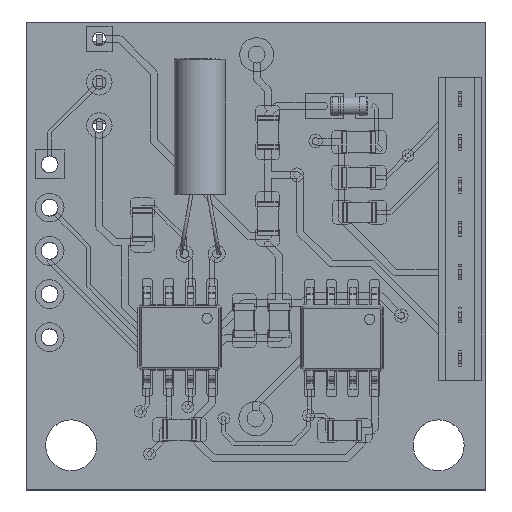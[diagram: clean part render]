
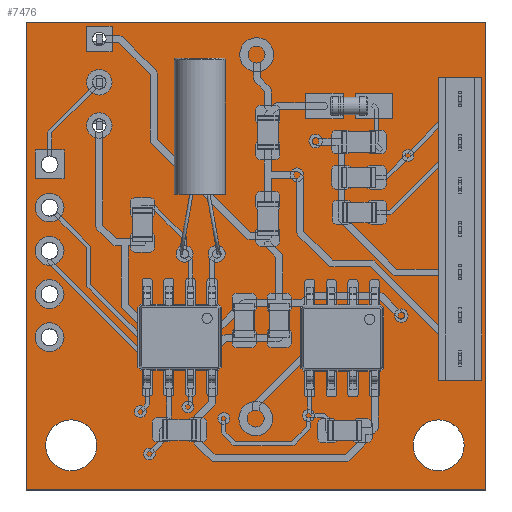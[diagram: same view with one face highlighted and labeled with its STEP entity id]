
A CAD part, top view. The second image highlights one B-rep face of the part: STEP entity #7476.
In plain terms, the highlighted planar face has unit normal (0, 0, 1).
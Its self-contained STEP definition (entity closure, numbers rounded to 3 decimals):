
#6730 = VERTEX_POINT('',#6731);
#6731 = CARTESIAN_POINT('',(0.,0.,0.));
#6748 = VERTEX_POINT('',#6749);
#6749 = CARTESIAN_POINT('',(27.,0.,0.));
#6755 = EDGE_CURVE('',#6730,#6748,#6756,.T.);
#6756 = LINE('',#6757,#6758);
#6757 = CARTESIAN_POINT('',(0.,0.,0.));
#6758 = VECTOR('',#6759,1.);
#6759 = DIRECTION('',(1.,0.,0.));
#6770 = VERTEX_POINT('',#6771);
#6771 = CARTESIAN_POINT('',(0.,27.5,0.));
#6786 = EDGE_CURVE('',#6770,#6730,#6787,.T.);
#6787 = LINE('',#6788,#6789);
#6788 = CARTESIAN_POINT('',(0.,27.5,0.));
#6789 = VECTOR('',#6790,1.);
#6790 = DIRECTION('',(0.,-1.,0.));
#6810 = VERTEX_POINT('',#6811);
#6811 = CARTESIAN_POINT('',(27.,27.5,0.));
#6817 = EDGE_CURVE('',#6748,#6810,#6818,.T.);
#6818 = LINE('',#6819,#6820);
#6819 = CARTESIAN_POINT('',(27.,0.,0.));
#6820 = VECTOR('',#6821,1.);
#6821 = DIRECTION('',(0.,1.,0.));
#6839 = EDGE_CURVE('',#6810,#6770,#6840,.T.);
#6840 = LINE('',#6841,#6842);
#6841 = CARTESIAN_POINT('',(27.,27.5,0.));
#6842 = VECTOR('',#6843,1.);
#6843 = DIRECTION('',(-1.,0.,0.));
#6854 = VERTEX_POINT('',#6855);
#6855 = CARTESIAN_POINT('',(4.691,23.956,0.));
#6871 = EDGE_CURVE('',#6854,#6854,#6872,.T.);
#6872 = CIRCLE('',#6873,0.4);
#6873 = AXIS2_PLACEMENT_3D('',#6874,#6875,#6876);
#6874 = CARTESIAN_POINT('',(4.291,23.956,0.));
#6875 = DIRECTION('',(0.,0.,1.));
#6876 = DIRECTION('',(1.,0.,0.));
#6887 = VERTEX_POINT('',#6888);
#6888 = CARTESIAN_POINT('',(4.691,21.416,0.));
#6904 = EDGE_CURVE('',#6887,#6887,#6905,.T.);
#6905 = CIRCLE('',#6906,0.4);
#6906 = AXIS2_PLACEMENT_3D('',#6907,#6908,#6909);
#6907 = CARTESIAN_POINT('',(4.291,21.416,0.));
#6908 = DIRECTION('',(0.,0.,1.));
#6909 = DIRECTION('',(1.,0.,0.));
#6920 = VERTEX_POINT('',#6921);
#6921 = CARTESIAN_POINT('',(11.45,13.872,0.));
#6937 = EDGE_CURVE('',#6920,#6920,#6938,.T.);
#6938 = CIRCLE('',#6939,0.25);
#6939 = AXIS2_PLACEMENT_3D('',#6940,#6941,#6942);
#6940 = CARTESIAN_POINT('',(11.2,13.872,0.));
#6941 = DIRECTION('',(0.,0.,1.));
#6942 = DIRECTION('',(1.,0.,0.));
#6953 = VERTEX_POINT('',#6954);
#6954 = CARTESIAN_POINT('',(9.55,13.872,0.));
#6970 = EDGE_CURVE('',#6953,#6953,#6971,.T.);
#6971 = CIRCLE('',#6972,0.25);
#6972 = AXIS2_PLACEMENT_3D('',#6973,#6974,#6975);
#6973 = CARTESIAN_POINT('',(9.3,13.872,0.));
#6974 = DIRECTION('',(0.,0.,1.));
#6975 = DIRECTION('',(1.,0.,0.));
#6986 = VERTEX_POINT('',#6987);
#6987 = CARTESIAN_POINT('',(1.87,14.05,0.));
#7003 = EDGE_CURVE('',#6986,#6986,#7004,.T.);
#7004 = CIRCLE('',#7005,0.5);
#7005 = AXIS2_PLACEMENT_3D('',#7006,#7007,#7008);
#7006 = CARTESIAN_POINT('',(1.37,14.05,0.));
#7007 = DIRECTION('',(0.,0.,1.));
#7008 = DIRECTION('',(1.,0.,0.));
#7019 = VERTEX_POINT('',#7020);
#7020 = CARTESIAN_POINT('',(1.87,16.59,0.));
#7036 = EDGE_CURVE('',#7019,#7019,#7037,.T.);
#7037 = CIRCLE('',#7038,0.5);
#7038 = AXIS2_PLACEMENT_3D('',#7039,#7040,#7041);
#7039 = CARTESIAN_POINT('',(1.37,16.59,0.));
#7040 = DIRECTION('',(0.,0.,1.));
#7041 = DIRECTION('',(1.,0.,0.));
#7052 = VERTEX_POINT('',#7053);
#7053 = CARTESIAN_POINT('',(1.87,19.13,0.));
#7069 = EDGE_CURVE('',#7052,#7052,#7070,.T.);
#7070 = CIRCLE('',#7071,0.5);
#7071 = AXIS2_PLACEMENT_3D('',#7072,#7073,#7074);
#7072 = CARTESIAN_POINT('',(1.37,19.13,0.));
#7073 = DIRECTION('',(0.,0.,1.));
#7074 = DIRECTION('',(1.,0.,0.));
#7085 = VERTEX_POINT('',#7086);
#7086 = CARTESIAN_POINT('',(26.,12.78,0.));
#7102 = EDGE_CURVE('',#7085,#7085,#7103,.T.);
#7103 = CIRCLE('',#7104,0.5);
#7104 = AXIS2_PLACEMENT_3D('',#7105,#7106,#7107);
#7105 = CARTESIAN_POINT('',(25.5,12.78,0.));
#7106 = DIRECTION('',(0.,0.,1.));
#7107 = DIRECTION('',(1.,0.,0.));
#7118 = VERTEX_POINT('',#7119);
#7119 = CARTESIAN_POINT('',(26.,15.32,0.));
#7135 = EDGE_CURVE('',#7118,#7118,#7136,.T.);
#7136 = CIRCLE('',#7137,0.5);
#7137 = AXIS2_PLACEMENT_3D('',#7138,#7139,#7140);
#7138 = CARTESIAN_POINT('',(25.5,15.32,0.));
#7139 = DIRECTION('',(0.,0.,1.));
#7140 = DIRECTION('',(1.,0.,0.));
#7151 = VERTEX_POINT('',#7152);
#7152 = CARTESIAN_POINT('',(26.,20.4,0.));
#7168 = EDGE_CURVE('',#7151,#7151,#7169,.T.);
#7169 = CIRCLE('',#7170,0.5);
#7170 = AXIS2_PLACEMENT_3D('',#7171,#7172,#7173);
#7171 = CARTESIAN_POINT('',(25.5,20.4,0.));
#7172 = DIRECTION('',(0.,0.,1.));
#7173 = DIRECTION('',(1.,0.,0.));
#7184 = VERTEX_POINT('',#7185);
#7185 = CARTESIAN_POINT('',(26.,17.86,0.));
#7201 = EDGE_CURVE('',#7184,#7184,#7202,.T.);
#7202 = CIRCLE('',#7203,0.5);
#7203 = AXIS2_PLACEMENT_3D('',#7204,#7205,#7206);
#7204 = CARTESIAN_POINT('',(25.5,17.86,0.));
#7205 = DIRECTION('',(0.,0.,1.));
#7206 = DIRECTION('',(1.,0.,0.));
#7217 = VERTEX_POINT('',#7218);
#7218 = CARTESIAN_POINT('',(26.,22.94,0.));
#7234 = EDGE_CURVE('',#7217,#7217,#7235,.T.);
#7235 = CIRCLE('',#7236,0.5);
#7236 = AXIS2_PLACEMENT_3D('',#7237,#7238,#7239);
#7237 = CARTESIAN_POINT('',(25.5,22.94,0.));
#7238 = DIRECTION('',(0.,0.,1.));
#7239 = DIRECTION('',(1.,0.,0.));
#7250 = VERTEX_POINT('',#7251);
#7251 = CARTESIAN_POINT('',(26.,7.7,0.));
#7267 = EDGE_CURVE('',#7250,#7250,#7268,.T.);
#7268 = CIRCLE('',#7269,0.5);
#7269 = AXIS2_PLACEMENT_3D('',#7270,#7271,#7272);
#7270 = CARTESIAN_POINT('',(25.5,7.7,0.));
#7271 = DIRECTION('',(0.,0.,1.));
#7272 = DIRECTION('',(1.,0.,0.));
#7283 = VERTEX_POINT('',#7284);
#7284 = CARTESIAN_POINT('',(1.87,8.97,0.));
#7300 = EDGE_CURVE('',#7283,#7283,#7301,.T.);
#7301 = CIRCLE('',#7302,0.5);
#7302 = AXIS2_PLACEMENT_3D('',#7303,#7304,#7305);
#7303 = CARTESIAN_POINT('',(1.37,8.97,0.));
#7304 = DIRECTION('',(0.,0.,1.));
#7305 = DIRECTION('',(1.,0.,0.));
#7316 = VERTEX_POINT('',#7317);
#7317 = CARTESIAN_POINT('',(26.,10.24,0.));
#7333 = EDGE_CURVE('',#7316,#7316,#7334,.T.);
#7334 = CIRCLE('',#7335,0.5);
#7335 = AXIS2_PLACEMENT_3D('',#7336,#7337,#7338);
#7336 = CARTESIAN_POINT('',(25.5,10.24,0.));
#7337 = DIRECTION('',(0.,0.,1.));
#7338 = DIRECTION('',(1.,0.,0.));
#7349 = VERTEX_POINT('',#7350);
#7350 = CARTESIAN_POINT('',(1.87,11.51,0.));
#7366 = EDGE_CURVE('',#7349,#7349,#7367,.T.);
#7367 = CIRCLE('',#7368,0.5);
#7368 = AXIS2_PLACEMENT_3D('',#7369,#7370,#7371);
#7369 = CARTESIAN_POINT('',(1.37,11.51,0.));
#7370 = DIRECTION('',(0.,0.,1.));
#7371 = DIRECTION('',(1.,0.,0.));
#7382 = VERTEX_POINT('',#7383);
#7383 = CARTESIAN_POINT('',(25.73,2.62,0.));
#7399 = EDGE_CURVE('',#7382,#7382,#7400,.T.);
#7400 = CIRCLE('',#7401,1.5);
#7401 = AXIS2_PLACEMENT_3D('',#7402,#7403,#7404);
#7402 = CARTESIAN_POINT('',(24.23,2.62,0.));
#7403 = DIRECTION('',(0.,0.,1.));
#7404 = DIRECTION('',(1.,0.,0.));
#7415 = VERTEX_POINT('',#7416);
#7416 = CARTESIAN_POINT('',(4.14,2.62,0.));
#7432 = EDGE_CURVE('',#7415,#7415,#7433,.T.);
#7433 = CIRCLE('',#7434,1.5);
#7434 = AXIS2_PLACEMENT_3D('',#7435,#7436,#7437);
#7435 = CARTESIAN_POINT('',(2.64,2.62,0.));
#7436 = DIRECTION('',(0.,0.,1.));
#7437 = DIRECTION('',(1.,0.,0.));
#7448 = VERTEX_POINT('',#7449);
#7449 = CARTESIAN_POINT('',(4.691,26.496,0.));
#7465 = EDGE_CURVE('',#7448,#7448,#7466,.T.);
#7466 = CIRCLE('',#7467,0.4);
#7467 = AXIS2_PLACEMENT_3D('',#7468,#7469,#7470);
#7468 = CARTESIAN_POINT('',(4.291,26.496,0.));
#7469 = DIRECTION('',(0.,0.,1.));
#7470 = DIRECTION('',(1.,0.,0.));
#7476 = ADVANCED_FACE('',(#7477,#7483,#7486,#7489,#7492,#7495,#7498,
    #7501,#7504,#7507,#7510,#7513,#7516,#7519,#7522,#7525,#7528,#7531,
    #7534,#7537),#7540,.T.);
#7477 = FACE_BOUND('',#7478,.T.);
#7478 = EDGE_LOOP('',(#7479,#7480,#7481,#7482));
#7479 = ORIENTED_EDGE('',*,*,#6755,.T.);
#7480 = ORIENTED_EDGE('',*,*,#6817,.T.);
#7481 = ORIENTED_EDGE('',*,*,#6839,.T.);
#7482 = ORIENTED_EDGE('',*,*,#6786,.T.);
#7483 = FACE_BOUND('',#7484,.T.);
#7484 = EDGE_LOOP('',(#7485));
#7485 = ORIENTED_EDGE('',*,*,#6871,.F.);
#7486 = FACE_BOUND('',#7487,.T.);
#7487 = EDGE_LOOP('',(#7488));
#7488 = ORIENTED_EDGE('',*,*,#6904,.F.);
#7489 = FACE_BOUND('',#7490,.T.);
#7490 = EDGE_LOOP('',(#7491));
#7491 = ORIENTED_EDGE('',*,*,#6937,.F.);
#7492 = FACE_BOUND('',#7493,.T.);
#7493 = EDGE_LOOP('',(#7494));
#7494 = ORIENTED_EDGE('',*,*,#6970,.F.);
#7495 = FACE_BOUND('',#7496,.T.);
#7496 = EDGE_LOOP('',(#7497));
#7497 = ORIENTED_EDGE('',*,*,#7003,.F.);
#7498 = FACE_BOUND('',#7499,.T.);
#7499 = EDGE_LOOP('',(#7500));
#7500 = ORIENTED_EDGE('',*,*,#7036,.F.);
#7501 = FACE_BOUND('',#7502,.T.);
#7502 = EDGE_LOOP('',(#7503));
#7503 = ORIENTED_EDGE('',*,*,#7069,.F.);
#7504 = FACE_BOUND('',#7505,.T.);
#7505 = EDGE_LOOP('',(#7506));
#7506 = ORIENTED_EDGE('',*,*,#7102,.F.);
#7507 = FACE_BOUND('',#7508,.T.);
#7508 = EDGE_LOOP('',(#7509));
#7509 = ORIENTED_EDGE('',*,*,#7135,.F.);
#7510 = FACE_BOUND('',#7511,.T.);
#7511 = EDGE_LOOP('',(#7512));
#7512 = ORIENTED_EDGE('',*,*,#7168,.F.);
#7513 = FACE_BOUND('',#7514,.T.);
#7514 = EDGE_LOOP('',(#7515));
#7515 = ORIENTED_EDGE('',*,*,#7201,.F.);
#7516 = FACE_BOUND('',#7517,.T.);
#7517 = EDGE_LOOP('',(#7518));
#7518 = ORIENTED_EDGE('',*,*,#7234,.F.);
#7519 = FACE_BOUND('',#7520,.T.);
#7520 = EDGE_LOOP('',(#7521));
#7521 = ORIENTED_EDGE('',*,*,#7267,.F.);
#7522 = FACE_BOUND('',#7523,.T.);
#7523 = EDGE_LOOP('',(#7524));
#7524 = ORIENTED_EDGE('',*,*,#7300,.F.);
#7525 = FACE_BOUND('',#7526,.T.);
#7526 = EDGE_LOOP('',(#7527));
#7527 = ORIENTED_EDGE('',*,*,#7333,.F.);
#7528 = FACE_BOUND('',#7529,.T.);
#7529 = EDGE_LOOP('',(#7530));
#7530 = ORIENTED_EDGE('',*,*,#7366,.F.);
#7531 = FACE_BOUND('',#7532,.T.);
#7532 = EDGE_LOOP('',(#7533));
#7533 = ORIENTED_EDGE('',*,*,#7399,.F.);
#7534 = FACE_BOUND('',#7535,.T.);
#7535 = EDGE_LOOP('',(#7536));
#7536 = ORIENTED_EDGE('',*,*,#7432,.F.);
#7537 = FACE_BOUND('',#7538,.T.);
#7538 = EDGE_LOOP('',(#7539));
#7539 = ORIENTED_EDGE('',*,*,#7465,.F.);
#7540 = PLANE('',#7541);
#7541 = AXIS2_PLACEMENT_3D('',#7542,#7543,#7544);
#7542 = CARTESIAN_POINT('',(13.5,13.75,0.));
#7543 = DIRECTION('',(0.,0.,1.));
#7544 = DIRECTION('',(1.,0.,0.));
